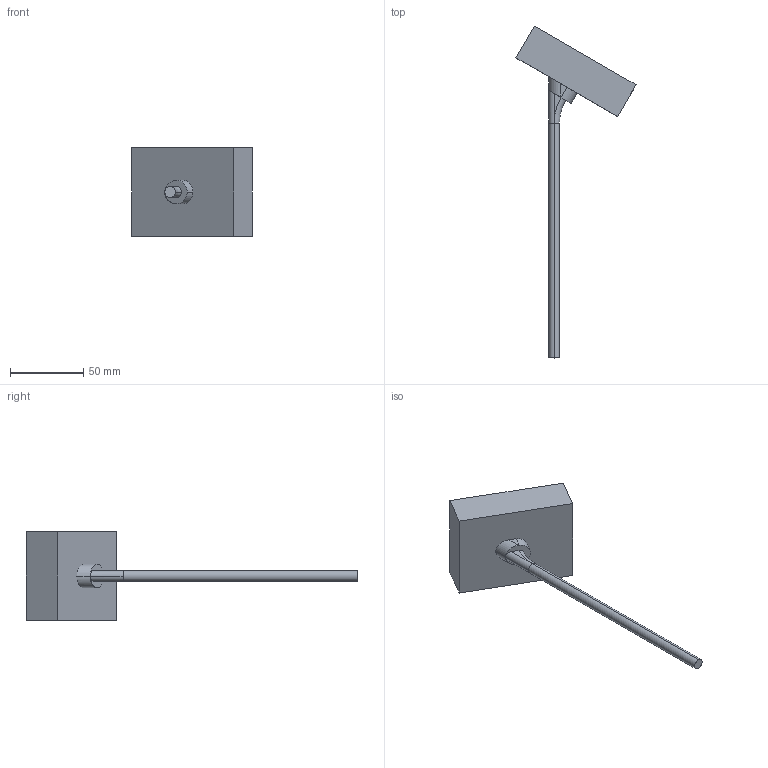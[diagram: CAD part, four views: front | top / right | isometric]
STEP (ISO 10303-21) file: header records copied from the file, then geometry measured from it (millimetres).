
FILE_DESCRIPTION (( 'STEP AP214' ), '1' );
FILE_NAME ('FDM Subtraction Volume for VMS 60deg BCCK Modified Tandem v2.STEP', '2023-10-20T22:16:37', ( '' ), ( '' ), 'SwSTEP 2.0', 'SolidWorks 2018', '' );
FILE_SCHEMA (( 'AUTOMOTIVE_DESIGN' ));
Length unit declared in the file: millimetre
Products named in the file (1): FDM Subtraction Volume for VMS 60deg BCCK Modified Tandem v2
Bounding box: 81.78 x 226.08 x 60 mm (x, y, z)
Volume: 129823.7 mm3; surface area: 21138.3 mm2
Topology: 1 solids, 1 shells, 22 faces, 52 edges, 32 vertices
Faces by surface type: plane 12, cylinder 8, torus 2
Entity records: 647 total; most frequent: CARTESIAN_POINT 122, DIRECTION 105, ORIENTED_EDGE 100, EDGE_CURVE 50, AXIS2_PLACEMENT_3D 38, VERTEX_POINT 31, LINE 29, VECTOR 29
